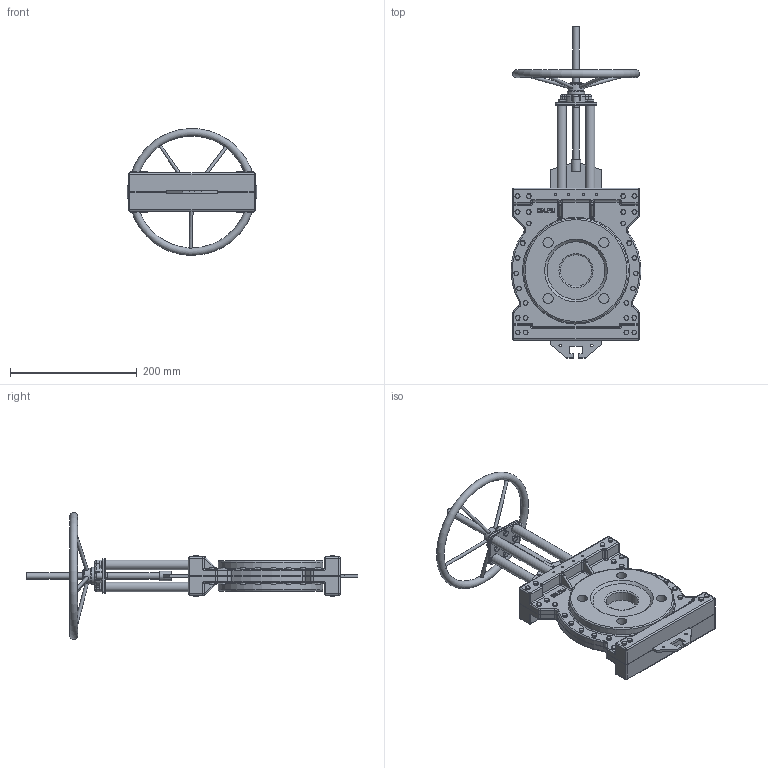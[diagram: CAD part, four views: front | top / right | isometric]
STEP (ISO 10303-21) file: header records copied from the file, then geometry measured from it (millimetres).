
FILE_DESCRIPTION(/* description */ (''),/* implementation_level */ '2;1');
FILE_NAME(/* name */ 'DN50_3D_STEP.stp',/* time_stamp */ '2024-12-01T20:31:06+03:00',/* author */ ('igorr'),/* organization */ (''),/* preprocessor_version */ 'ST-DEVELOPER v20',/* originating_system */ 'Autodesk Inventor 2025',/* authorisation */ '');
FILE_SCHEMA (('AUTOMOTIVE_DESIGN { 1 0 10303 214 3 1 1 }'));
Length unit declared in the file: millimetre
Products named in the file (6): Сборка; Деталь; Деталь1; AS 1110 - M5 x 10; AS 1110 - M6 x 12; AS 1110 - M4 x 8
Assembly tree (66 placements, depth 2):
  Сборка
    Деталь
    Деталь1
    AS 1110 - M6 x 12  x4
    AS 1110 - M5 x 10  x4
    AS 1110 - M4 x 8  x56
Bounding box: 204.98 x 524.25 x 200.4 mm (x, y, z)
Volume: 1953721.7 mm3; surface area: 382340.9 mm2
Topology: 66 solids, 66 shells, 2189 faces, 4923 edges, 2938 vertices
Faces by surface type: plane 1151, cone 452, cylinder 420, torus 79, sphere 44, bspline 43
Full cylindrical faces by diameter (mm): 3 x8, 4 x60, 5 x55, 6 x4, 7 x56, 8 x4, 10 x6, 15 x6, 16 x8, 19.061 x1, 25 x1, 27 x1, 50 x2, 165 x2
Entity records: 24240 total; most frequent: CARTESIAN_POINT 5204, DIRECTION 3970, ORIENTED_EDGE 3616, EDGE_CURVE 1808, AXIS2_PLACEMENT_3D 1570, VERTEX_POINT 1108, EDGE_LOOP 882, LINE 830
